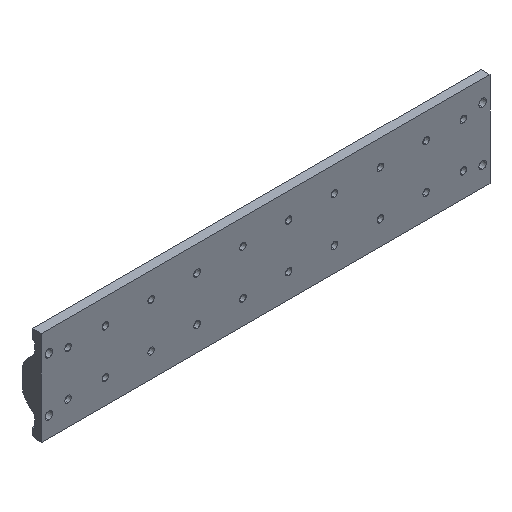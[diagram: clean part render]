
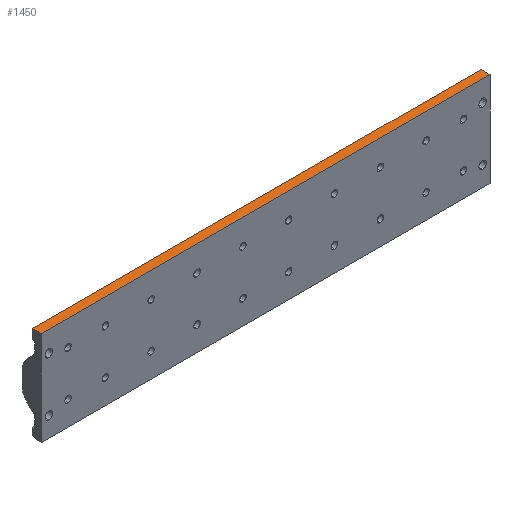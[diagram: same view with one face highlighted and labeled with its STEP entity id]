
A CAD part, isometric view. The second image highlights one B-rep face of the part: STEP entity #1450.
In plain terms, the highlighted planar face has unit normal (0, 0, 1).
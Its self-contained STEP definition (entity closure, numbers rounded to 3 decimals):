
#159 = ORIENTED_EDGE ( 'NONE', *, *, #3604, .T. ) ;
#235 = DIRECTION ( 'NONE',  ( 0.017, -1., 0. ) ) ;
#530 = DIRECTION ( 'NONE',  ( 0., 0., -1. ) ) ;
#757 = EDGE_CURVE ( 'NONE', #5375, #1949, #2118, .T. ) ;
#997 = VECTOR ( 'NONE', #3646, 1000. ) ;
#1123 = CARTESIAN_POINT ( 'NONE',  ( -124.902, 5., 26.5 ) ) ;
#1166 = VECTOR ( 'NONE', #235, 1000. ) ;
#1320 = DIRECTION ( 'NONE',  ( -1., 0., 0. ) ) ;
#1362 = ORIENTED_EDGE ( 'NONE', *, *, #3285, .F. ) ;
#1450 = ADVANCED_FACE ( 'NONE', ( #3465 ), #2234, .F. ) ;
#1905 = DIRECTION ( 'NONE',  ( -1., 0., 0. ) ) ;
#1924 = VECTOR ( 'NONE', #5489, 1000. ) ;
#1949 = VERTEX_POINT ( 'NONE', #3073 ) ;
#2118 = LINE ( 'NONE', #3815, #1924 ) ;
#2234 = PLANE ( 'NONE',  #3668 ) ;
#2241 = VECTOR ( 'NONE', #1905, 1000. ) ;
#2314 = LINE ( 'NONE', #3209, #997 ) ;
#2320 = CARTESIAN_POINT ( 'NONE',  ( 130.689, 5., 26.5 ) ) ;
#2459 = CARTESIAN_POINT ( 'NONE',  ( -124.814, 0., 26.5 ) ) ;
#2531 = CARTESIAN_POINT ( 'NONE',  ( 124.902, 5., 26.5 ) ) ;
#2802 = EDGE_CURVE ( 'NONE', #5375, #4573, #4895, .T. ) ;
#2892 = VERTEX_POINT ( 'NONE', #2459 ) ;
#3073 = CARTESIAN_POINT ( 'NONE',  ( 124.814, 0., 26.5 ) ) ;
#3150 = CARTESIAN_POINT ( 'NONE',  ( -124.903, 5.101, 26.5 ) ) ;
#3209 = CARTESIAN_POINT ( 'NONE',  ( 130.689, 0., 26.5 ) ) ;
#3285 = EDGE_CURVE ( 'NONE', #1949, #2892, #2314, .T. ) ;
#3465 = FACE_OUTER_BOUND ( 'NONE', #3574, .T. ) ;
#3574 = EDGE_LOOP ( 'NONE', ( #4843, #4594, #159, #1362 ) ) ;
#3604 = EDGE_CURVE ( 'NONE', #4573, #2892, #4475, .T. ) ;
#3646 = DIRECTION ( 'NONE',  ( -1., 0., 0. ) ) ;
#3668 = AXIS2_PLACEMENT_3D ( 'NONE', #3933, #530, #1320 ) ;
#3815 = CARTESIAN_POINT ( 'NONE',  ( 124.903, 5.101, 26.5 ) ) ;
#3933 = CARTESIAN_POINT ( 'NONE',  ( 130.689, 5., 26.5 ) ) ;
#4475 = LINE ( 'NONE', #3150, #1166 ) ;
#4573 = VERTEX_POINT ( 'NONE', #1123 ) ;
#4594 = ORIENTED_EDGE ( 'NONE', *, *, #2802, .T. ) ;
#4843 = ORIENTED_EDGE ( 'NONE', *, *, #757, .F. ) ;
#4895 = LINE ( 'NONE', #2320, #2241 ) ;
#5375 = VERTEX_POINT ( 'NONE', #2531 ) ;
#5489 = DIRECTION ( 'NONE',  ( -0.017, -1., 0. ) ) ;
